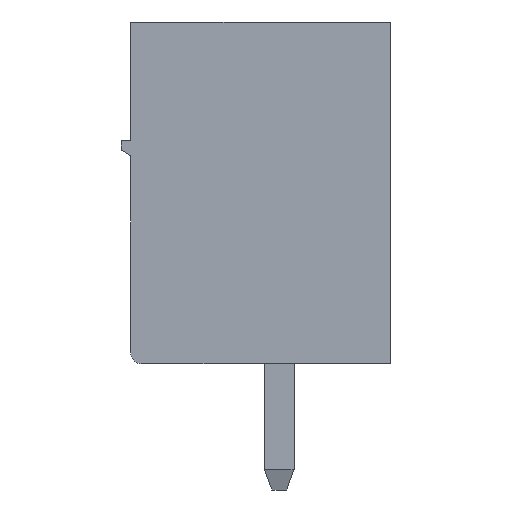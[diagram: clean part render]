
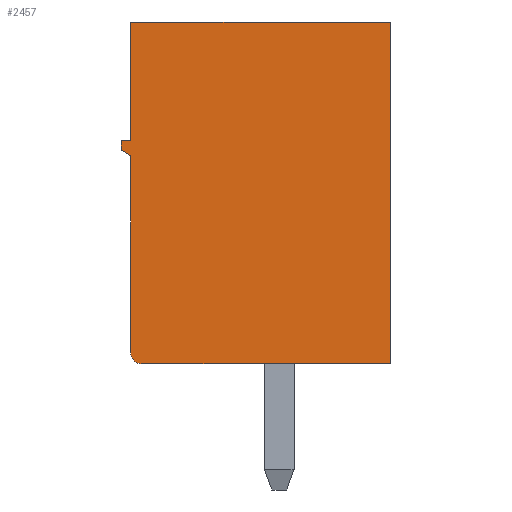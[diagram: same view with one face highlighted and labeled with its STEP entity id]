
A CAD part, left-side view. The second image highlights one B-rep face of the part: STEP entity #2457.
In plain terms, the highlighted planar face has unit normal (-1, 0, 0).
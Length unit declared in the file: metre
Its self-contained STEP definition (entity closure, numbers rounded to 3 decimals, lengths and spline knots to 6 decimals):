
#2457=ADVANCED_FACE('',(#5959),#5960,.T.);
#5959=FACE_OUTER_BOUND('',#10513,.T.);
#5960=PLANE('',#10514);
#10513=EDGE_LOOP('',(#18384,#18385,#18386,#18387,#18388,#18389,#18390,#18391,#18392));
#10514=AXIS2_PLACEMENT_3D('',#18393,#18394,#18395);
#18384=ORIENTED_EDGE('',*,*,#27060,.F.);
#18385=ORIENTED_EDGE('',*,*,#27064,.F.);
#18386=ORIENTED_EDGE('',*,*,#27068,.F.);
#18387=ORIENTED_EDGE('',*,*,#27072,.F.);
#18388=ORIENTED_EDGE('',*,*,#27076,.T.);
#18389=ORIENTED_EDGE('',*,*,#27736,.T.);
#18390=ORIENTED_EDGE('',*,*,#27540,.T.);
#18391=ORIENTED_EDGE('',*,*,#27094,.T.);
#18392=ORIENTED_EDGE('',*,*,#27056,.F.);
#18393=CARTESIAN_POINT('',(-1.087027,0.01036,-0.008267));
#18394=DIRECTION('',(-1.0,0.,0.0));
#18395=DIRECTION('',(0.,-1.0,0.0));
#27056=EDGE_CURVE('',#32318,#32314,#32320,.T.);
#27060=EDGE_CURVE('',#32324,#32318,#32326,.T.);
#27064=EDGE_CURVE('',#32330,#32324,#32332,.T.);
#27068=EDGE_CURVE('',#32336,#32330,#32338,.T.);
#27072=EDGE_CURVE('',#32342,#32336,#32344,.T.);
#27076=EDGE_CURVE('',#32342,#32348,#32350,.T.);
#27094=EDGE_CURVE('',#32381,#32314,#32384,.T.);
#27540=EDGE_CURVE('',#33274,#32381,#33275,.T.);
#27736=EDGE_CURVE('',#32348,#33274,#33619,.T.);
#32314=VERTEX_POINT('',#39978);
#32318=VERTEX_POINT('',#39984);
#32320=LINE('',#39987,#39988);
#32324=VERTEX_POINT('',#39993);
#32326=LINE('',#39996,#39997);
#32330=VERTEX_POINT('',#40002);
#32332=LINE('',#40005,#40006);
#32336=VERTEX_POINT('',#40011);
#32338=LINE('',#40014,#40015);
#32342=VERTEX_POINT('',#40020);
#32344=LINE('',#40023,#40024);
#32348=VERTEX_POINT('',#40028);
#32350=CIRCLE('',#40031,0.0003);
#32381=VERTEX_POINT('',#40075);
#32384=LINE('',#40080,#40081);
#33274=VERTEX_POINT('',#41379);
#33275=LINE('',#41380,#41381);
#33619=LINE('',#41913,#41914);
#39978=CARTESIAN_POINT('',(-1.087027,0.01086,0.000933));
#39984=CARTESIAN_POINT('',(-1.087027,0.01086,-0.002267));
#39987=CARTESIAN_POINT('',(-1.087027,0.01086,-0.008267));
#39988=VECTOR('',#51295,1.0);
#39993=CARTESIAN_POINT('',(-1.087027,0.01111,-0.002267));
#39996=CARTESIAN_POINT('',(-1.087027,0.01036,-0.002267));
#39997=VECTOR('',#51298,1.0);
#40002=CARTESIAN_POINT('',(-1.087027,0.01111,-0.002517));
#40005=CARTESIAN_POINT('',(-1.087027,0.01111,-0.008267));
#40006=VECTOR('',#51301,1.0);
#40011=CARTESIAN_POINT('',(-1.087027,0.01086,-0.002667));
#40014=CARTESIAN_POINT('',(-1.087027,0.008021,-0.00437));
#40015=VECTOR('',#51304,1.0);
#40020=CARTESIAN_POINT('',(-1.087027,0.01086,-0.007967));
#40023=CARTESIAN_POINT('',(-1.087027,0.01086,-0.008267));
#40024=VECTOR('',#51307,1.0);
#40028=CARTESIAN_POINT('',(-1.087027,0.01056,-0.008267));
#40031=AXIS2_PLACEMENT_3D('',#51312,#51313,#51314);
#40075=CARTESIAN_POINT('',(-1.087027,0.00386,0.000933));
#40080=CARTESIAN_POINT('',(-1.087027,0.01036,0.000933));
#40081=VECTOR('',#51333,1.0);
#41379=CARTESIAN_POINT('',(-1.087027,0.00386,-0.008267));
#41380=CARTESIAN_POINT('',(-1.087027,0.00386,-0.008267));
#41381=VECTOR('',#51850,1.0);
#41913=CARTESIAN_POINT('',(-1.087027,0.01036,-0.008267));
#41914=VECTOR('',#52057,1.0);
#51295=DIRECTION('',(0.,0.,1.0));
#51298=DIRECTION('',(0.,-1.0,0.));
#51301=DIRECTION('',(0.,0.,1.0));
#51304=DIRECTION('',(0.,0.857,0.514));
#51307=DIRECTION('',(0.,0.,1.0));
#51312=CARTESIAN_POINT('',(-1.087027,0.01056,-0.007967));
#51313=DIRECTION('',(-1.0,0.,0.0));
#51314=DIRECTION('',(0.,-1.0,0.0));
#51333=DIRECTION('',(0.,1.0,-0.0));
#51850=DIRECTION('',(0.0,0.0,1.0));
#52057=DIRECTION('',(0.,-1.0,0.0));
